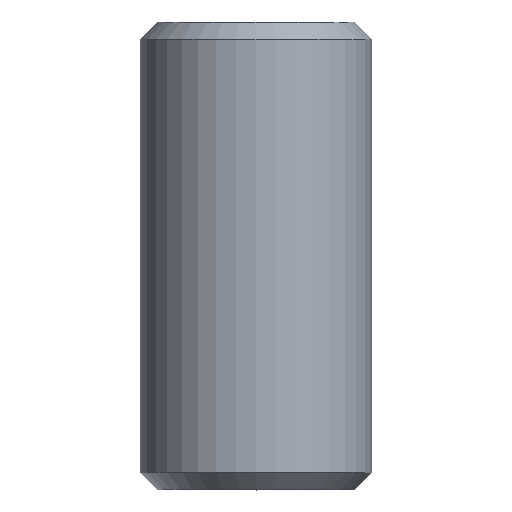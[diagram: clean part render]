
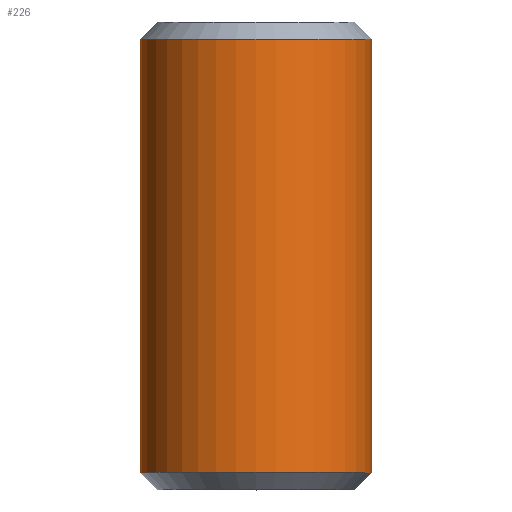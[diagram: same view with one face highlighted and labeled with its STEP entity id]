
A CAD part, top view. The second image highlights one B-rep face of the part: STEP entity #226.
In plain terms, the highlighted cylindrical face has radius 9.4 mm (diameter 18.8 mm), a full revolution.
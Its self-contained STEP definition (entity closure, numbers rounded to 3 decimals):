
#171=CARTESIAN_POINT('',(0.,1.4,9.4));
#172=VERTEX_POINT('',#171);
#182=CARTESIAN_POINT('',(-0.,1.4,-9.4));
#183=VERTEX_POINT('',#182);
#184=CARTESIAN_POINT('',(0.,1.4,0.));
#185=DIRECTION('',(0.,-1.,0.));
#186=DIRECTION('',(0.,0.,-1.));
#187=AXIS2_PLACEMENT_3D('',#184,#185,#186);
#188=CIRCLE('',#187,9.4);
#189=EDGE_CURVE('',#172,#183,#188,.T.);
#191=CARTESIAN_POINT('',(0.,1.4,0.));
#192=DIRECTION('',(0.,-1.,0.));
#193=DIRECTION('',(0.,0.,-1.));
#194=AXIS2_PLACEMENT_3D('',#191,#192,#193);
#195=CIRCLE('',#194,9.4);
#196=EDGE_CURVE('',#183,#172,#195,.T.);
#201=CARTESIAN_POINT('',(0.,0.,0.));
#202=DIRECTION('',(0.,-1.,0.));
#203=DIRECTION('',(0.,0.,-1.));
#204=AXIS2_PLACEMENT_3D('',#201,#202,#203);
#205=CYLINDRICAL_SURFACE('',#204,9.4);
#206=CARTESIAN_POINT('',(-0.,36.6,-9.4));
#207=VERTEX_POINT('',#206);
#208=CARTESIAN_POINT('',(0.,1.4,-9.4));
#209=DIRECTION('',(-0.,1.,-0.));
#210=VECTOR('',#209,35.2);
#211=LINE('',#208,#210);
#212=EDGE_CURVE('',#183,#207,#211,.T.);
#213=ORIENTED_EDGE('',*,*,#212,.T.);
#214=CARTESIAN_POINT('',(0.,36.6,0.));
#215=DIRECTION('',(0.,-1.,0.));
#216=DIRECTION('',(0.,0.,-1.));
#217=AXIS2_PLACEMENT_3D('',#214,#215,#216);
#218=CIRCLE('',#217,9.4);
#219=EDGE_CURVE('',#207,#207,#218,.T.);
#220=ORIENTED_EDGE('',*,*,#219,.T.);
#221=ORIENTED_EDGE('',*,*,#212,.F.);
#222=ORIENTED_EDGE('',*,*,#189,.F.);
#223=ORIENTED_EDGE('',*,*,#196,.F.);
#224=EDGE_LOOP('',(#213,#220,#221,#222,#223));
#225=FACE_BOUND('',#224,.T.);
#226=ADVANCED_FACE('',(#225),#205,.T.);
